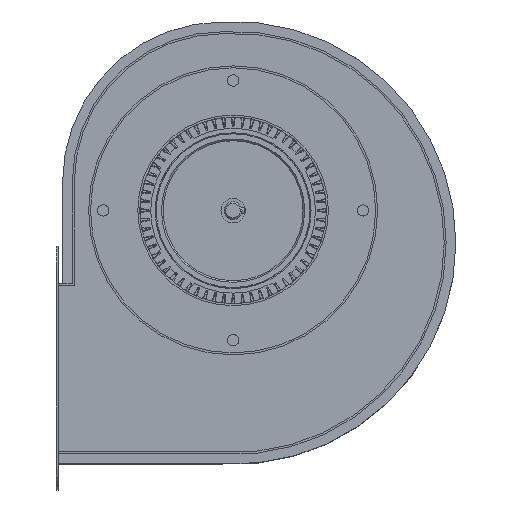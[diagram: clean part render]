
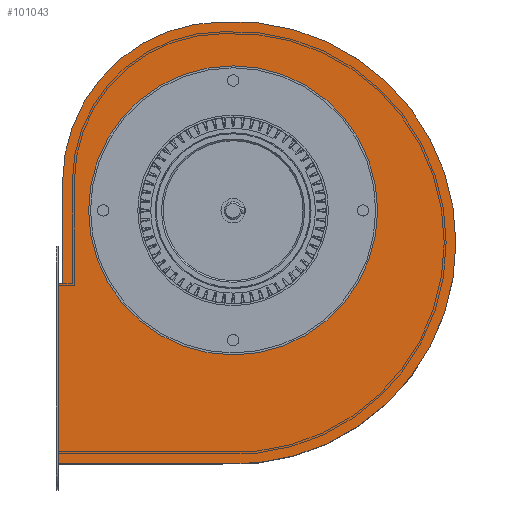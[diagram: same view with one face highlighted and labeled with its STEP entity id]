
A CAD part, top view. The second image highlights one B-rep face of the part: STEP entity #101043.
In plain terms, the highlighted planar face has unit normal (0, 0, 1).
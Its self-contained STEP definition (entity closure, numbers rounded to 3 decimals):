
#2279 = DIRECTION ( 'NONE',  ( 1., 0., 0. ) ) ;
#2645 = ORIENTED_EDGE ( 'NONE', *, *, #25626, .F. ) ;
#3049 = CARTESIAN_POINT ( 'NONE',  ( 0., 0., 60. ) ) ;
#4474 = CARTESIAN_POINT ( 'NONE',  ( -105., -44.8, 60. ) ) ;
#6616 = AXIS2_PLACEMENT_3D ( 'NONE', #89837, #70858, #58471 ) ;
#8311 = EDGE_LOOP ( 'NONE', ( #108751, #46291, #2645, #69636, #125680, #34719, #81641 ) ) ;
#9559 = VECTOR ( 'NONE', #120267, 1000. ) ;
#10205 = CIRCLE ( 'NONE', #129163, 136.207 ) ;
#10320 = DIRECTION ( 'NONE',  ( 1., 0., 0. ) ) ;
#14980 = DIRECTION ( 'NONE',  ( 1., 0., 0. ) ) ;
#17749 = LINE ( 'NONE', #38011, #91004 ) ;
#19150 = AXIS2_PLACEMENT_3D ( 'NONE', #39834, #91429, #101866 ) ;
#20430 = CARTESIAN_POINT ( 'NONE',  ( -107.8, 0., 60. ) ) ;
#23591 = CARTESIAN_POINT ( 'NONE',  ( -89., 0., 60. ) ) ;
#25131 = VERTEX_POINT ( 'NONE', #63919 ) ;
#25626 = EDGE_CURVE ( 'NONE', #60139, #25131, #17749, .T. ) ;
#26723 = EDGE_LOOP ( 'NONE', ( #103222, #53664 ) ) ;
#27845 = EDGE_CURVE ( 'NONE', #77068, #72803, #101284, .T. ) ;
#28644 = DIRECTION ( 'NONE',  ( 0., -1., 0. ) ) ;
#31518 = DIRECTION ( 'NONE',  ( 0., -1., 0. ) ) ;
#33650 = EDGE_CURVE ( 'NONE', #101012, #60139, #72902, .T. ) ;
#34719 = ORIENTED_EDGE ( 'NONE', *, *, #70069, .F. ) ;
#38011 = CARTESIAN_POINT ( 'NONE',  ( 0., -156., 60. ) ) ;
#39093 = CARTESIAN_POINT ( 'NONE',  ( 1., -20., 60. ) ) ;
#39834 = CARTESIAN_POINT ( 'NONE',  ( 0., 0., 60. ) ) ;
#43465 = CARTESIAN_POINT ( 'NONE',  ( 1., -20., 60. ) ) ;
#43471 = CARTESIAN_POINT ( 'NONE',  ( -6.5, -156., 60. ) ) ;
#43738 = AXIS2_PLACEMENT_3D ( 'NONE', #3049, #113513, #122670 ) ;
#46291 = ORIENTED_EDGE ( 'NONE', *, *, #68405, .T. ) ;
#50926 = VERTEX_POINT ( 'NONE', #55551 ) ;
#53664 = ORIENTED_EDGE ( 'NONE', *, *, #91435, .F. ) ;
#55551 = CARTESIAN_POINT ( 'NONE',  ( 89., 0., 60. ) ) ;
#56139 = CARTESIAN_POINT ( 'NONE',  ( 0., 0., 60. ) ) ;
#56374 = CARTESIAN_POINT ( 'NONE',  ( -6.5, 116., 60. ) ) ;
#58471 = DIRECTION ( 'NONE',  ( 1., 0., 0. ) ) ;
#60139 = VERTEX_POINT ( 'NONE', #43471 ) ;
#62019 = PLANE ( 'NONE',  #19150 ) ;
#63919 = CARTESIAN_POINT ( 'NONE',  ( -107.8, -156., 60. ) ) ;
#64551 = CIRCLE ( 'NONE', #43738, 89. ) ;
#66318 = VERTEX_POINT ( 'NONE', #112507 ) ;
#68405 = EDGE_CURVE ( 'NONE', #72803, #25131, #121086, .T. ) ;
#69636 = ORIENTED_EDGE ( 'NONE', *, *, #33650, .F. ) ;
#70069 = EDGE_CURVE ( 'NONE', #66318, #105404, #77537, .T. ) ;
#70858 = DIRECTION ( 'NONE',  ( 0., 0., -1. ) ) ;
#72803 = VERTEX_POINT ( 'NONE', #80419 ) ;
#72902 = CIRCLE ( 'NONE', #95820, 136.207 ) ;
#76609 = DIRECTION ( 'NONE',  ( -1., 0., 0. ) ) ;
#77068 = VERTEX_POINT ( 'NONE', #4474 ) ;
#77537 = CIRCLE ( 'NONE', #6616, 98.5 ) ;
#79546 = EDGE_CURVE ( 'NONE', #105404, #101012, #10205, .T. ) ;
#79776 = CARTESIAN_POINT ( 'NONE',  ( 0., -44.8, 60. ) ) ;
#80419 = CARTESIAN_POINT ( 'NONE',  ( -107.8, -44.8, 60. ) ) ;
#81641 = ORIENTED_EDGE ( 'NONE', *, *, #93363, .T. ) ;
#87609 = VECTOR ( 'NONE', #31518, 1000. ) ;
#89837 = CARTESIAN_POINT ( 'NONE',  ( -6.5, 17.5, 60. ) ) ;
#91004 = VECTOR ( 'NONE', #76609, 1000. ) ;
#91429 = DIRECTION ( 'NONE',  ( 0., 0., 1. ) ) ;
#91435 = EDGE_CURVE ( 'NONE', #50926, #106588, #64551, .T. ) ;
#93363 = EDGE_CURVE ( 'NONE', #66318, #77068, #106460, .T. ) ;
#94923 = CIRCLE ( 'NONE', #103217, 89. ) ;
#95820 = AXIS2_PLACEMENT_3D ( 'NONE', #39093, #107740, #10320 ) ;
#95981 = DIRECTION ( 'NONE',  ( 0., 0., 1. ) ) ;
#96641 = CARTESIAN_POINT ( 'NONE',  ( -105., 0., 60. ) ) ;
#98513 = EDGE_CURVE ( 'NONE', #106588, #50926, #94923, .T. ) ;
#101012 = VERTEX_POINT ( 'NONE', #118277 ) ;
#101043 = ADVANCED_FACE ( 'NONE', ( #127429, #119572 ), #62019, .T. ) ;
#101284 = LINE ( 'NONE', #79776, #9559 ) ;
#101866 = DIRECTION ( 'NONE',  ( 1., 0., 0. ) ) ;
#103217 = AXIS2_PLACEMENT_3D ( 'NONE', #56139, #95981, #14980 ) ;
#103222 = ORIENTED_EDGE ( 'NONE', *, *, #98513, .F. ) ;
#105404 = VERTEX_POINT ( 'NONE', #56374 ) ;
#106460 = LINE ( 'NONE', #96641, #121259 ) ;
#106588 = VERTEX_POINT ( 'NONE', #23591 ) ;
#107740 = DIRECTION ( 'NONE',  ( 0., 0., -1. ) ) ;
#108751 = ORIENTED_EDGE ( 'NONE', *, *, #27845, .T. ) ;
#112507 = CARTESIAN_POINT ( 'NONE',  ( -105., 17.5, 60. ) ) ;
#113513 = DIRECTION ( 'NONE',  ( 0., 0., 1. ) ) ;
#118277 = CARTESIAN_POINT ( 'NONE',  ( 137.207, -20., 60. ) ) ;
#119572 = FACE_BOUND ( 'NONE', #26723, .T. ) ;
#120267 = DIRECTION ( 'NONE',  ( -1., 0., 0. ) ) ;
#121086 = LINE ( 'NONE', #20430, #87609 ) ;
#121259 = VECTOR ( 'NONE', #28644, 1000. ) ;
#122670 = DIRECTION ( 'NONE',  ( 1., 0., 0. ) ) ;
#123195 = DIRECTION ( 'NONE',  ( 0., 0., -1. ) ) ;
#125680 = ORIENTED_EDGE ( 'NONE', *, *, #79546, .F. ) ;
#127429 = FACE_OUTER_BOUND ( 'NONE', #8311, .T. ) ;
#129163 = AXIS2_PLACEMENT_3D ( 'NONE', #43465, #123195, #2279 ) ;
